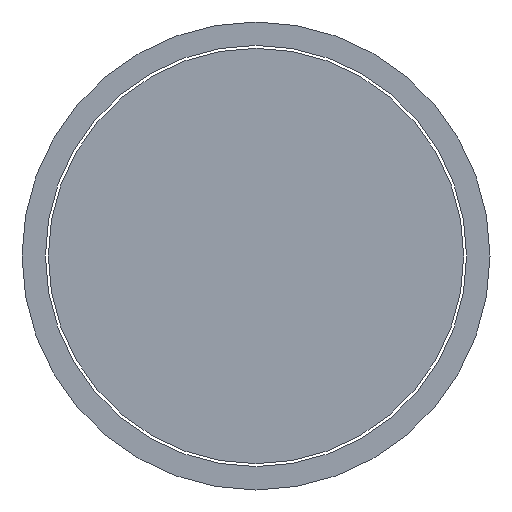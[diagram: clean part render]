
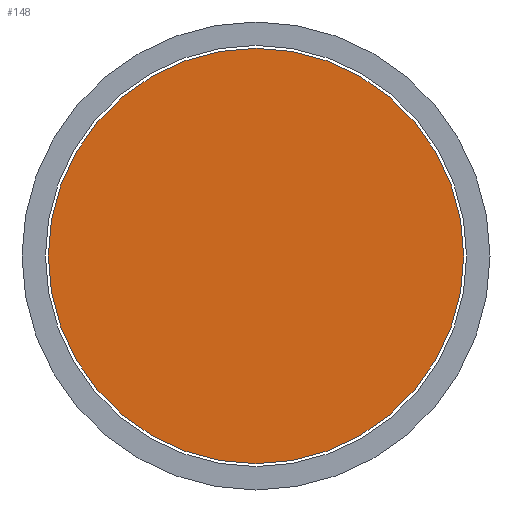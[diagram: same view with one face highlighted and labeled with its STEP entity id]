
A CAD part, front view. The second image highlights one B-rep face of the part: STEP entity #148.
In plain terms, the highlighted planar face has unit normal (0, -1, 0).
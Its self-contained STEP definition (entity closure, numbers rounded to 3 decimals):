
#22=PLANE('',#183);
#28=FACE_OUTER_BOUND('',#39,.T.);
#39=EDGE_LOOP('',(#99));
#61=CIRCLE('',#181,1.775);
#68=VERTEX_POINT('',#243);
#79=EDGE_CURVE('',#68,#68,#61,.T.);
#99=ORIENTED_EDGE('',*,*,#79,.F.);
#148=ADVANCED_FACE('',(#28),#22,.F.);
#181=AXIS2_PLACEMENT_3D('',#244,#202,#203);
#183=AXIS2_PLACEMENT_3D('',#248,#207,#208);
#202=DIRECTION('center_axis',(0.,1.,0.));
#203=DIRECTION('ref_axis',(-1.,0.,0.));
#207=DIRECTION('center_axis',(0.,1.,0.));
#208=DIRECTION('ref_axis',(-1.,0.,0.));
#243=CARTESIAN_POINT('',(1.775,0.,0.));
#244=CARTESIAN_POINT('Origin',(0.,0.,
0.));
#248=CARTESIAN_POINT('Origin',(0.,0.,
0.));
